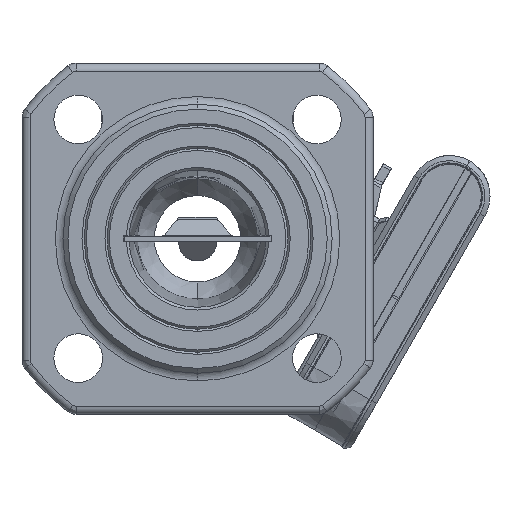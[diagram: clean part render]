
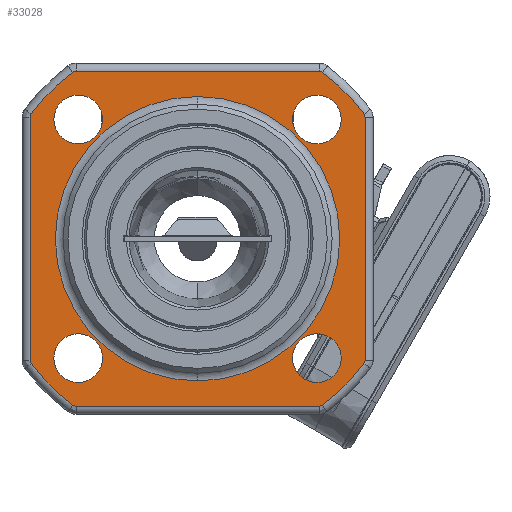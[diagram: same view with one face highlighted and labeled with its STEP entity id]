
A CAD part, left-side view. The second image highlights one B-rep face of the part: STEP entity #33028.
In plain terms, the highlighted planar face has unit normal (-1, 0, 0).
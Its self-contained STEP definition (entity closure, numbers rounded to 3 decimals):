
#8501=CARTESIAN_POINT('',(-132.,-60.,-45.));
#8502=DIRECTION('',(-1.,0.,0.));
#8503=DIRECTION('',(0.,-0.8,-0.6));
#8504=AXIS2_PLACEMENT_3D('',#8501,#8502,#8503);
#8506=CARTESIAN_POINT('',(-132.,0.,0.));
#8507=DIRECTION('',(-1.,0.,0.));
#8508=DIRECTION('',(0.,-0.6,-0.8));
#8509=AXIS2_PLACEMENT_3D('',#8506,#8507,#8508);
#8511=CARTESIAN_POINT('',(-132.,-45.,-60.));
#8512=DIRECTION('',(-1.,0.,0.));
#8513=DIRECTION('',(0.,0.,-1.));
#8514=AXIS2_PLACEMENT_3D('',#8511,#8512,#8513);
#8516=CARTESIAN_POINT('',(-132.,45.,-60.));
#8517=DIRECTION('',(-1.,0.,0.));
#8518=DIRECTION('',(0.,0.6,-0.8));
#8519=AXIS2_PLACEMENT_3D('',#8516,#8517,#8518);
#8521=CARTESIAN_POINT('',(-132.,0.,0.));
#8522=DIRECTION('',(-1.,0.,0.));
#8523=DIRECTION('',(0.,0.8,-0.6));
#8524=AXIS2_PLACEMENT_3D('',#8521,#8522,#8523);
#8526=CARTESIAN_POINT('',(-132.,60.,-45.));
#8527=DIRECTION('',(-1.,0.,0.));
#8528=DIRECTION('',(0.,1.,0.));
#8529=AXIS2_PLACEMENT_3D('',#8526,#8527,#8528);
#8531=CARTESIAN_POINT('',(-132.,60.,45.));
#8532=DIRECTION('',(-1.,0.,0.));
#8533=DIRECTION('',(0.,0.8,0.6));
#8534=AXIS2_PLACEMENT_3D('',#8531,#8532,#8533);
#8536=CARTESIAN_POINT('',(-132.,0.,0.));
#8537=DIRECTION('',(-1.,0.,0.));
#8538=DIRECTION('',(0.,0.6,0.8));
#8539=AXIS2_PLACEMENT_3D('',#8536,#8537,#8538);
#8541=CARTESIAN_POINT('',(-132.,45.,60.));
#8542=DIRECTION('',(-1.,0.,0.));
#8543=DIRECTION('',(0.,0.,1.));
#8544=AXIS2_PLACEMENT_3D('',#8541,#8542,#8543);
#8546=CARTESIAN_POINT('',(-132.,-45.,60.));
#8547=DIRECTION('',(-1.,0.,0.));
#8548=DIRECTION('',(0.,-0.6,0.8));
#8549=AXIS2_PLACEMENT_3D('',#8546,#8547,#8548);
#8551=CARTESIAN_POINT('',(-132.,0.,0.));
#8552=DIRECTION('',(-1.,0.,0.));
#8553=DIRECTION('',(0.,-0.8,0.6));
#8554=AXIS2_PLACEMENT_3D('',#8551,#8552,#8553);
#8556=CARTESIAN_POINT('',(-132.,-60.,45.));
#8557=DIRECTION('',(-1.,0.,0.));
#8558=DIRECTION('',(0.,-1.,0.));
#8559=AXIS2_PLACEMENT_3D('',#8556,#8557,#8558);
#8561=CARTESIAN_POINT('',(-132.,-44.194,44.194));
#8562=DIRECTION('',(1.,0.,0.));
#8563=DIRECTION('',(0.,0.,-1.));
#8564=AXIS2_PLACEMENT_3D('',#8561,#8562,#8563);
#8566=CARTESIAN_POINT('',(-132.,-44.194,44.194));
#8567=DIRECTION('',(1.,0.,0.));
#8568=DIRECTION('',(0.,0.,1.));
#8569=AXIS2_PLACEMENT_3D('',#8566,#8567,#8568);
#8571=CARTESIAN_POINT('',(-132.,-44.194,-44.194));
#8572=DIRECTION('',(1.,0.,0.));
#8573=DIRECTION('',(0.,0.,-1.));
#8574=AXIS2_PLACEMENT_3D('',#8571,#8572,#8573);
#8576=CARTESIAN_POINT('',(-132.,-44.194,-44.194));
#8577=DIRECTION('',(1.,0.,0.));
#8578=DIRECTION('',(0.,0.,1.));
#8579=AXIS2_PLACEMENT_3D('',#8576,#8577,#8578);
#8581=CARTESIAN_POINT('',(-132.,44.194,-44.194));
#8582=DIRECTION('',(1.,0.,0.));
#8583=DIRECTION('',(0.,0.,-1.));
#8584=AXIS2_PLACEMENT_3D('',#8581,#8582,#8583);
#8586=CARTESIAN_POINT('',(-132.,44.194,-44.194));
#8587=DIRECTION('',(1.,0.,0.));
#8588=DIRECTION('',(0.,0.,1.));
#8589=AXIS2_PLACEMENT_3D('',#8586,#8587,#8588);
#8591=CARTESIAN_POINT('',(-132.,44.194,44.194));
#8592=DIRECTION('',(1.,0.,0.));
#8593=DIRECTION('',(0.,0.,-1.));
#8594=AXIS2_PLACEMENT_3D('',#8591,#8592,#8593);
#8596=CARTESIAN_POINT('',(-132.,44.194,44.194));
#8597=DIRECTION('',(1.,0.,0.));
#8598=DIRECTION('',(0.,0.,1.));
#8599=AXIS2_PLACEMENT_3D('',#8596,#8597,#8598);
#8601=CARTESIAN_POINT('',(-132.,0.,0.));
#8602=DIRECTION('',(1.,0.,0.));
#8603=DIRECTION('',(0.,0.,1.));
#8604=AXIS2_PLACEMENT_3D('',#8601,#8602,#8603);
#8606=CARTESIAN_POINT('',(-132.,0.,0.));
#8607=DIRECTION('',(1.,0.,0.));
#8608=DIRECTION('',(0.,0.,-1.));
#8609=AXIS2_PLACEMENT_3D('',#8606,#8607,#8608);
#8635=DIRECTION('',(0.,0.,-1.));
#8636=VECTOR('',#8635,90.);
#8637=CARTESIAN_POINT('',(-132.,-62.,45.));
#8638=LINE('',#8637,#8636);
#8688=DIRECTION('',(0.,-1.,0.));
#8689=VECTOR('',#8688,90.);
#8690=CARTESIAN_POINT('',(-132.,45.,62.));
#8691=LINE('',#8690,#8689);
#8737=DIRECTION('',(0.,0.,1.));
#8738=VECTOR('',#8737,90.);
#8739=CARTESIAN_POINT('',(-132.,62.,-45.));
#8740=LINE('',#8739,#8738);
#8790=DIRECTION('',(0.,1.,0.));
#8791=VECTOR('',#8790,90.);
#8792=CARTESIAN_POINT('',(-132.,-45.,-62.));
#8793=LINE('',#8792,#8791);
#21087=CARTESIAN_POINT('',(-132.,-62.,-45.));
#21088=VERTEX_POINT('',#21087);
#21089=CARTESIAN_POINT('',(-132.,-61.6,-46.2));
#21090=VERTEX_POINT('',#21089);
#21095=CARTESIAN_POINT('',(-132.,-62.,45.));
#21096=VERTEX_POINT('',#21095);
#21097=CARTESIAN_POINT('',(-132.,-46.2,-61.6));
#21098=VERTEX_POINT('',#21097);
#21100=CARTESIAN_POINT('',(-132.,-61.6,46.2));
#21102=VERTEX_POINT('',#21100);
#21103=CARTESIAN_POINT('',(-132.,-45.,-62.));
#21105=VERTEX_POINT('',#21103);
#21107=CARTESIAN_POINT('',(-132.,-46.2,61.6));
#21109=VERTEX_POINT('',#21107);
#21112=CARTESIAN_POINT('',(-132.,45.,-62.));
#21114=VERTEX_POINT('',#21112);
#21119=CARTESIAN_POINT('',(-132.,-45.,62.));
#21120=VERTEX_POINT('',#21119);
#21121=CARTESIAN_POINT('',(-132.,46.2,-61.6));
#21122=VERTEX_POINT('',#21121);
#21127=CARTESIAN_POINT('',(-132.,45.,62.));
#21128=VERTEX_POINT('',#21127);
#21129=CARTESIAN_POINT('',(-132.,61.6,-46.2));
#21130=VERTEX_POINT('',#21129);
#21132=CARTESIAN_POINT('',(-132.,46.2,61.6));
#21134=VERTEX_POINT('',#21132);
#21135=CARTESIAN_POINT('',(-132.,62.,-45.));
#21137=VERTEX_POINT('',#21135);
#21139=CARTESIAN_POINT('',(-132.,61.6,46.2));
#21141=VERTEX_POINT('',#21139);
#21144=CARTESIAN_POINT('',(-132.,62.,45.));
#21146=VERTEX_POINT('',#21144);
#22109=CARTESIAN_POINT('',(-132.,-44.194,35.194));
#22111=VERTEX_POINT('',#22109);
#22113=CARTESIAN_POINT('',(-132.,-44.194,53.194));
#22115=VERTEX_POINT('',#22113);
#22125=CARTESIAN_POINT('',(-132.,-44.194,-53.194));
#22127=VERTEX_POINT('',#22125);
#22129=CARTESIAN_POINT('',(-132.,-44.194,-35.194));
#22131=VERTEX_POINT('',#22129);
#22141=CARTESIAN_POINT('',(-132.,44.194,-53.194));
#22143=VERTEX_POINT('',#22141);
#22145=CARTESIAN_POINT('',(-132.,44.194,-35.194));
#22147=VERTEX_POINT('',#22145);
#22157=CARTESIAN_POINT('',(-132.,44.194,35.194));
#22159=VERTEX_POINT('',#22157);
#22161=CARTESIAN_POINT('',(-132.,44.194,53.194));
#22163=VERTEX_POINT('',#22161);
#22291=CARTESIAN_POINT('',(-132.,0.,-52.657));
#22292=VERTEX_POINT('',#22291);
#22293=CARTESIAN_POINT('',(-132.,0.,52.657));
#22294=VERTEX_POINT('',#22293);
#32960=CARTESIAN_POINT('',(-132.,0.,66.328));
#32961=DIRECTION('',(-1.,0.,0.));
#32962=DIRECTION('',(0.,0.,1.));
#32963=AXIS2_PLACEMENT_3D('',#32960,#32961,#32962);
#32964=PLANE('',#32963);
#32966=ORIENTED_EDGE('',*,*,#32965,.F.);
#32968=ORIENTED_EDGE('',*,*,#32967,.F.);
#32970=ORIENTED_EDGE('',*,*,#32969,.F.);
#32972=ORIENTED_EDGE('',*,*,#32971,.T.);
#32974=ORIENTED_EDGE('',*,*,#32973,.F.);
#32976=ORIENTED_EDGE('',*,*,#32975,.F.);
#32978=ORIENTED_EDGE('',*,*,#32977,.F.);
#32980=ORIENTED_EDGE('',*,*,#32979,.T.);
#32982=ORIENTED_EDGE('',*,*,#32981,.F.);
#32984=ORIENTED_EDGE('',*,*,#32983,.F.);
#32986=ORIENTED_EDGE('',*,*,#32985,.F.);
#32988=ORIENTED_EDGE('',*,*,#32987,.T.);
#32990=ORIENTED_EDGE('',*,*,#32989,.F.);
#32992=ORIENTED_EDGE('',*,*,#32991,.F.);
#32994=ORIENTED_EDGE('',*,*,#32993,.F.);
#32996=ORIENTED_EDGE('',*,*,#32995,.T.);
#32997=EDGE_LOOP('',(#32966,#32968,#32970,#32972,#32974,#32976,#32978,#32980,
#32982,#32984,#32986,#32988,#32990,#32992,#32994,#32996));
#32998=FACE_OUTER_BOUND('',#32997,.F.);
#33000=ORIENTED_EDGE('',*,*,#32999,.F.);
#33002=ORIENTED_EDGE('',*,*,#33001,.F.);
#33003=EDGE_LOOP('',(#33000,#33002));
#33004=FACE_BOUND('',#33003,.F.);
#33006=ORIENTED_EDGE('',*,*,#33005,.F.);
#33008=ORIENTED_EDGE('',*,*,#33007,.F.);
#33009=EDGE_LOOP('',(#33006,#33008));
#33010=FACE_BOUND('',#33009,.F.);
#33012=ORIENTED_EDGE('',*,*,#33011,.F.);
#33014=ORIENTED_EDGE('',*,*,#33013,.F.);
#33015=EDGE_LOOP('',(#33012,#33014));
#33016=FACE_BOUND('',#33015,.F.);
#33018=ORIENTED_EDGE('',*,*,#33017,.F.);
#33020=ORIENTED_EDGE('',*,*,#33019,.F.);
#33021=EDGE_LOOP('',(#33018,#33020));
#33022=FACE_BOUND('',#33021,.F.);
#33024=ORIENTED_EDGE('',*,*,#33023,.F.);
#33025=ORIENTED_EDGE('',*,*,#32950,.F.);
#33026=EDGE_LOOP('',(#33024,#33025));
#33027=FACE_BOUND('',#33026,.F.);
#33028=ADVANCED_FACE('',(#32998,#33004,#33010,#33016,#33022,#33027),#32964,.T.);
#8505=CIRCLE('',#8504,2.);
#8510=CIRCLE('',#8509,77.);
#8515=CIRCLE('',#8514,2.);
#8520=CIRCLE('',#8519,2.);
#8525=CIRCLE('',#8524,77.);
#8530=CIRCLE('',#8529,2.);
#8535=CIRCLE('',#8534,2.);
#8540=CIRCLE('',#8539,77.);
#8545=CIRCLE('',#8544,2.);
#8550=CIRCLE('',#8549,2.);
#8555=CIRCLE('',#8554,77.);
#8560=CIRCLE('',#8559,2.);
#8565=CIRCLE('',#8564,9.);
#8570=CIRCLE('',#8569,9.);
#8575=CIRCLE('',#8574,9.);
#8580=CIRCLE('',#8579,9.);
#8585=CIRCLE('',#8584,9.);
#8590=CIRCLE('',#8589,9.);
#8595=CIRCLE('',#8594,9.);
#8600=CIRCLE('',#8599,9.);
#8605=CIRCLE('',#8604,52.657);
#8610=CIRCLE('',#8609,52.657);
#32950=EDGE_CURVE('',#22292,#22294,#8610,.T.);
#32965=EDGE_CURVE('',#21090,#21088,#8505,.T.);
#32967=EDGE_CURVE('',#21098,#21090,#8510,.T.);
#32969=EDGE_CURVE('',#21105,#21098,#8515,.T.);
#32971=EDGE_CURVE('',#21105,#21114,#8793,.T.);
#32973=EDGE_CURVE('',#21122,#21114,#8520,.T.);
#32975=EDGE_CURVE('',#21130,#21122,#8525,.T.);
#32977=EDGE_CURVE('',#21137,#21130,#8530,.T.);
#32979=EDGE_CURVE('',#21137,#21146,#8740,.T.);
#32981=EDGE_CURVE('',#21141,#21146,#8535,.T.);
#32983=EDGE_CURVE('',#21134,#21141,#8540,.T.);
#32985=EDGE_CURVE('',#21128,#21134,#8545,.T.);
#32987=EDGE_CURVE('',#21128,#21120,#8691,.T.);
#32989=EDGE_CURVE('',#21109,#21120,#8550,.T.);
#32991=EDGE_CURVE('',#21102,#21109,#8555,.T.);
#32993=EDGE_CURVE('',#21096,#21102,#8560,.T.);
#32995=EDGE_CURVE('',#21096,#21088,#8638,.T.);
#32999=EDGE_CURVE('',#22111,#22115,#8565,.T.);
#33001=EDGE_CURVE('',#22115,#22111,#8570,.T.);
#33005=EDGE_CURVE('',#22127,#22131,#8575,.T.);
#33007=EDGE_CURVE('',#22131,#22127,#8580,.T.);
#33011=EDGE_CURVE('',#22143,#22147,#8585,.T.);
#33013=EDGE_CURVE('',#22147,#22143,#8590,.T.);
#33017=EDGE_CURVE('',#22159,#22163,#8595,.T.);
#33019=EDGE_CURVE('',#22163,#22159,#8600,.T.);
#33023=EDGE_CURVE('',#22294,#22292,#8605,.T.);
